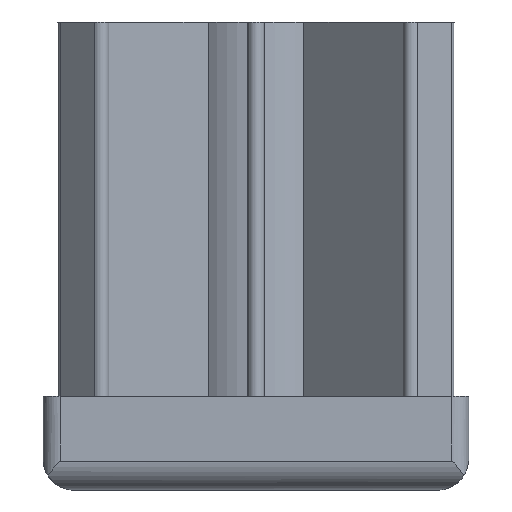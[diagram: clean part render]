
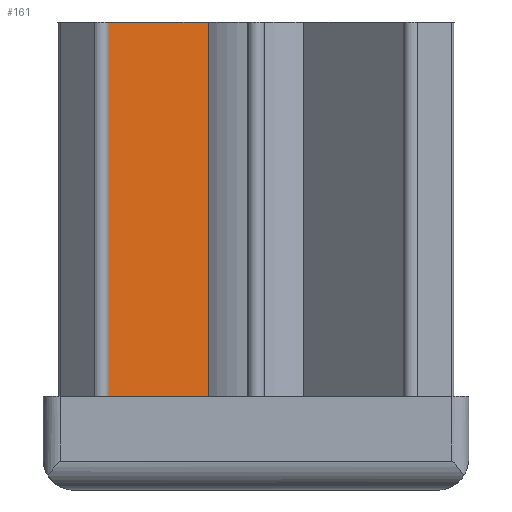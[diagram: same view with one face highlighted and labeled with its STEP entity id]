
A CAD part, front view. The second image highlights one B-rep face of the part: STEP entity #161.
In plain terms, the highlighted planar face has unit normal (0.707, -0.707, 0).
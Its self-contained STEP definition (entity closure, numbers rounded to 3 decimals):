
#161 = ADVANCED_FACE( '', ( #351 ), #352, .F. );
#351 = FACE_OUTER_BOUND( '', #566, .T. );
#352 = PLANE( '', #567 );
#566 = EDGE_LOOP( '', ( #996, #997, #998, #999 ) );
#567 = AXIS2_PLACEMENT_3D( '', #1000, #1001, #1002 );
#996 = ORIENTED_EDGE( '', *, *, #1483, .T. );
#997 = ORIENTED_EDGE( '', *, *, #1484, .T. );
#998 = ORIENTED_EDGE( '', *, *, #1423, .F. );
#999 = ORIENTED_EDGE( '', *, *, #1459, .F. );
#1000 = CARTESIAN_POINT( '', ( -18.879, -20.293, 55. ) );
#1001 = DIRECTION( '', ( -0.707, 0.707, 0. ) );
#1002 = DIRECTION( '', ( -0.707, -0.707, 0. ) );
#1423 = EDGE_CURVE( '', #1761, #1762, #1763, .T. );
#1459 = EDGE_CURVE( '', #1815, #1761, #1817, .T. );
#1483 = EDGE_CURVE( '', #1815, #1848, #1849, .T. );
#1484 = EDGE_CURVE( '', #1848, #1762, #1850, .T. );
#1761 = VERTEX_POINT( '', #2268 );
#1762 = VERTEX_POINT( '', #2269 );
#1763 = LINE( '', #2270, #2271 );
#1815 = VERTEX_POINT( '', #2411 );
#1817 = LINE( '', #2414, #2415 );
#1848 = VERTEX_POINT( '', #2459 );
#1849 = LINE( '', #2460, #2461 );
#1850 = LINE( '', #2462, #2463 );
#2268 = CARTESIAN_POINT( '', ( -5.617, -7.032, 55. ) );
#2269 = CARTESIAN_POINT( '', ( -5.617, -7.032, 11. ) );
#2270 = CARTESIAN_POINT( '', ( -5.617, -7.032, 55. ) );
#2271 = VECTOR( '', #2710, 1000. );
#2411 = CARTESIAN_POINT( '', ( -18.879, -20.293, 55. ) );
#2414 = CARTESIAN_POINT( '', ( -18.879, -20.293, 55. ) );
#2415 = VECTOR( '', #2756, 1000. );
#2459 = CARTESIAN_POINT( '', ( -18.879, -20.293, 11. ) );
#2460 = CARTESIAN_POINT( '', ( -18.879, -20.293, 55. ) );
#2461 = VECTOR( '', #2794, 1000. );
#2462 = CARTESIAN_POINT( '', ( -18.879, -20.293, 11. ) );
#2463 = VECTOR( '', #2795, 1000. );
#2710 = DIRECTION( '', ( 0., 0., -1. ) );
#2756 = DIRECTION( '', ( 0.707, 0.707, 0. ) );
#2794 = DIRECTION( '', ( 0., 0., -1. ) );
#2795 = DIRECTION( '', ( 0.707, 0.707, 0. ) );
